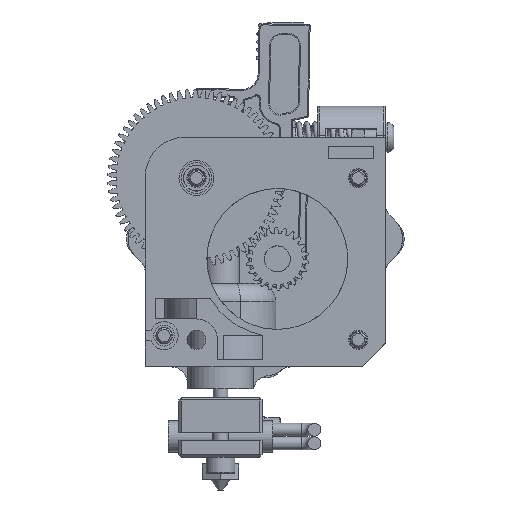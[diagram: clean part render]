
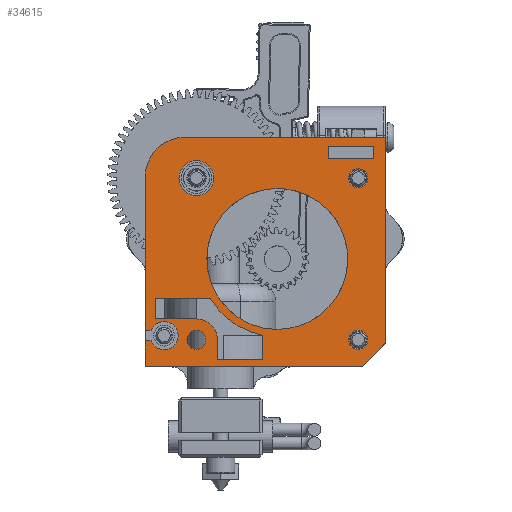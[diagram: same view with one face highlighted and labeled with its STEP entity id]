
A CAD part, front view. The second image highlights one B-rep face of the part: STEP entity #34615.
In plain terms, the highlighted planar face has unit normal (0, -1, 0).
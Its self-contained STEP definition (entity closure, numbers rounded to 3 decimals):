
#1852=FACE_BOUND('',#6333,.T.);
#1853=FACE_BOUND('',#6334,.T.);
#1854=FACE_BOUND('',#6335,.T.);
#1855=FACE_BOUND('',#6336,.T.);
#1856=FACE_BOUND('',#6337,.T.);
#1857=FACE_BOUND('',#6338,.T.);
#1858=FACE_BOUND('',#6339,.T.);
#2737=CIRCLE('',#36581,2.7);
#2760=CIRCLE('',#36628,4.);
#2761=CIRCLE('',#36633,14.9);
#2790=CIRCLE('',#36690,1.825);
#2792=CIRCLE('',#36694,1.825);
#2849=CIRCLE('',#36814,0.3);
#2852=CIRCLE('',#36821,0.3);
#2853=CIRCLE('',#36822,0.3);
#2854=CIRCLE('',#36823,0.3);
#2855=CIRCLE('',#36824,7.5);
#2856=CIRCLE('',#36825,13.5);
#2857=CIRCLE('',#36826,3.35);
#2858=CIRCLE('',#36827,1.825);
#4276=FACE_OUTER_BOUND('',#6332,.T.);
#6332=EDGE_LOOP('',(#23618,#23619,#23620,#23621,#23622,#23623,#23624,#23625,
#23626,#23627,#23628,#23629,#23630,#23631));
#6333=EDGE_LOOP('',(#23632,#23633,#23634,#23635,#23636,#23637,#23638,#23639));
#6334=EDGE_LOOP('',(#23640,#23641,#23642,#23643));
#6335=EDGE_LOOP('',(#23644));
#6336=EDGE_LOOP('',(#23645));
#6337=EDGE_LOOP('',(#23646));
#6338=EDGE_LOOP('',(#23647));
#6339=EDGE_LOOP('',(#23648));
#8532=LINE('',#49939,#11412);
#8537=LINE('',#49953,#11417);
#8541=LINE('',#49961,#11421);
#8547=LINE('',#49972,#11427);
#8584=LINE('',#50210,#11464);
#8587=LINE('',#50215,#11467);
#8590=LINE('',#50223,#11470);
#8592=LINE('',#50227,#11472);
#8594=LINE('',#50231,#11474);
#8597=LINE('',#50238,#11477);
#8598=LINE('',#50242,#11478);
#8602=LINE('',#50250,#11482);
#8605=LINE('',#50256,#11485);
#8608=LINE('',#50261,#11488);
#8751=LINE('',#50844,#11631);
#8752=LINE('',#50848,#11632);
#8753=LINE('',#50851,#11633);
#8754=LINE('',#50853,#11634);
#11412=VECTOR('',#40098,10.);
#11417=VECTOR('',#40111,10.);
#11421=VECTOR('',#40119,10.);
#11427=VECTOR('',#40125,10.);
#11464=VECTOR('',#40242,10.);
#11467=VECTOR('',#40247,10.);
#11470=VECTOR('',#40256,10.);
#11472=VECTOR('',#40260,10.);
#11474=VECTOR('',#40264,10.);
#11477=VECTOR('',#40273,10.);
#11478=VECTOR('',#40276,10.);
#11482=VECTOR('',#40282,10.);
#11485=VECTOR('',#40287,10.);
#11488=VECTOR('',#40292,10.);
#11631=VECTOR('',#40801,10.);
#11632=VECTOR('',#40804,10.);
#11633=VECTOR('',#40807,10.);
#11634=VECTOR('',#40808,10.);
#14296=VERTEX_POINT('',#49937);
#14297=VERTEX_POINT('',#49938);
#14300=VERTEX_POINT('',#49946);
#14302=VERTEX_POINT('',#49952);
#14304=VERTEX_POINT('',#49960);
#14309=VERTEX_POINT('',#49970);
#14360=VERTEX_POINT('',#50208);
#14361=VERTEX_POINT('',#50209);
#14362=VERTEX_POINT('',#50214);
#14363=VERTEX_POINT('',#50218);
#14364=VERTEX_POINT('',#50222);
#14365=VERTEX_POINT('',#50226);
#14366=VERTEX_POINT('',#50230);
#14367=VERTEX_POINT('',#50234);
#14368=VERTEX_POINT('',#50240);
#14369=VERTEX_POINT('',#50241);
#14372=VERTEX_POINT('',#50249);
#14374=VERTEX_POINT('',#50255);
#14437=VERTEX_POINT('',#50484);
#14439=VERTEX_POINT('',#50490);
#14538=VERTEX_POINT('',#50827);
#14539=VERTEX_POINT('',#50828);
#14541=VERTEX_POINT('',#50841);
#14542=VERTEX_POINT('',#50843);
#14543=VERTEX_POINT('',#50845);
#14544=VERTEX_POINT('',#50847);
#14545=VERTEX_POINT('',#50849);
#14546=VERTEX_POINT('',#50852);
#14547=VERTEX_POINT('',#50855);
#14548=VERTEX_POINT('',#50857);
#14549=VERTEX_POINT('',#50859);
#17754=EDGE_CURVE('',#14296,#14297,#8532,.T.);
#17758=EDGE_CURVE('',#14297,#14300,#2737,.T.);
#17761=EDGE_CURVE('',#14300,#14302,#8537,.T.);
#17765=EDGE_CURVE('',#14304,#14296,#8541,.T.);
#17771=EDGE_CURVE('',#14302,#14309,#8547,.T.);
#17840=EDGE_CURVE('',#14360,#14361,#8584,.T.);
#17843=EDGE_CURVE('',#14362,#14360,#8587,.T.);
#17845=EDGE_CURVE('',#14363,#14362,#2760,.T.);
#17847=EDGE_CURVE('',#14364,#14363,#8590,.T.);
#17849=EDGE_CURVE('',#14365,#14364,#8592,.T.);
#17851=EDGE_CURVE('',#14366,#14365,#8594,.T.);
#17853=EDGE_CURVE('',#14367,#14366,#2761,.T.);
#17855=EDGE_CURVE('',#14361,#14367,#8597,.T.);
#17856=EDGE_CURVE('',#14368,#14369,#8598,.T.);
#17860=EDGE_CURVE('',#14372,#14368,#8602,.T.);
#17863=EDGE_CURVE('',#14374,#14372,#8605,.T.);
#17866=EDGE_CURVE('',#14369,#14374,#8608,.T.);
#17950=EDGE_CURVE('',#14437,#14437,#2790,.T.);
#17952=EDGE_CURVE('',#14439,#14439,#2792,.T.);
#18107=EDGE_CURVE('',#14538,#14539,#2849,.T.);
#18114=EDGE_CURVE('',#14541,#14309,#2852,.T.);
#18115=EDGE_CURVE('',#14541,#14542,#8751,.T.);
#18116=EDGE_CURVE('',#14543,#14542,#2853,.T.);
#18117=EDGE_CURVE('',#14544,#14543,#8752,.T.);
#18118=EDGE_CURVE('',#14545,#14544,#2854,.T.);
#18119=EDGE_CURVE('',#14545,#14539,#8753,.T.);
#18120=EDGE_CURVE('',#14538,#14546,#8754,.T.);
#18121=EDGE_CURVE('',#14304,#14546,#2855,.T.);
#18122=EDGE_CURVE('',#14547,#14547,#2856,.T.);
#18123=EDGE_CURVE('',#14548,#14548,#2857,.T.);
#18124=EDGE_CURVE('',#14549,#14549,#2858,.T.);
#23618=ORIENTED_EDGE('',*,*,#17761,.T.);
#23619=ORIENTED_EDGE('',*,*,#17771,.T.);
#23620=ORIENTED_EDGE('',*,*,#18114,.F.);
#23621=ORIENTED_EDGE('',*,*,#18115,.T.);
#23622=ORIENTED_EDGE('',*,*,#18116,.F.);
#23623=ORIENTED_EDGE('',*,*,#18117,.F.);
#23624=ORIENTED_EDGE('',*,*,#18118,.F.);
#23625=ORIENTED_EDGE('',*,*,#18119,.T.);
#23626=ORIENTED_EDGE('',*,*,#18107,.F.);
#23627=ORIENTED_EDGE('',*,*,#18120,.T.);
#23628=ORIENTED_EDGE('',*,*,#18121,.F.);
#23629=ORIENTED_EDGE('',*,*,#17765,.T.);
#23630=ORIENTED_EDGE('',*,*,#17754,.T.);
#23631=ORIENTED_EDGE('',*,*,#17758,.T.);
#23632=ORIENTED_EDGE('',*,*,#17840,.T.);
#23633=ORIENTED_EDGE('',*,*,#17855,.T.);
#23634=ORIENTED_EDGE('',*,*,#17853,.T.);
#23635=ORIENTED_EDGE('',*,*,#17851,.T.);
#23636=ORIENTED_EDGE('',*,*,#17849,.T.);
#23637=ORIENTED_EDGE('',*,*,#17847,.T.);
#23638=ORIENTED_EDGE('',*,*,#17845,.T.);
#23639=ORIENTED_EDGE('',*,*,#17843,.T.);
#23640=ORIENTED_EDGE('',*,*,#17856,.T.);
#23641=ORIENTED_EDGE('',*,*,#17866,.T.);
#23642=ORIENTED_EDGE('',*,*,#17863,.T.);
#23643=ORIENTED_EDGE('',*,*,#17860,.T.);
#23644=ORIENTED_EDGE('',*,*,#18122,.T.);
#23645=ORIENTED_EDGE('',*,*,#18123,.T.);
#23646=ORIENTED_EDGE('',*,*,#17952,.T.);
#23647=ORIENTED_EDGE('',*,*,#17950,.T.);
#23648=ORIENTED_EDGE('',*,*,#18124,.T.);
#33550=PLANE('',#36820);
#34615=ADVANCED_FACE('',(#4276,#1852,#1853,#1854,#1855,#1856,#1857,#1858),
#33550,.T.);
#36581=AXIS2_PLACEMENT_3D('',#49947,#40104,#40105);
#36628=AXIS2_PLACEMENT_3D('',#50219,#40251,#40252);
#36633=AXIS2_PLACEMENT_3D('',#50235,#40268,#40269);
#36690=AXIS2_PLACEMENT_3D('',#50485,#40445,#40446);
#36694=AXIS2_PLACEMENT_3D('',#50491,#40453,#40454);
#36814=AXIS2_PLACEMENT_3D('',#50829,#40781,#40782);
#36820=AXIS2_PLACEMENT_3D('',#50840,#40797,#40798);
#36821=AXIS2_PLACEMENT_3D('',#50842,#40799,#40800);
#36822=AXIS2_PLACEMENT_3D('',#50846,#40802,#40803);
#36823=AXIS2_PLACEMENT_3D('',#50850,#40805,#40806);
#36824=AXIS2_PLACEMENT_3D('',#50854,#40809,#40810);
#36825=AXIS2_PLACEMENT_3D('',#50856,#40811,#40812);
#36826=AXIS2_PLACEMENT_3D('',#50858,#40813,#40814);
#36827=AXIS2_PLACEMENT_3D('',#50860,#40815,#40816);
#40098=DIRECTION('',(1.,0.,0.));
#40104=DIRECTION('center_axis',(0.,1.,0.));
#40105=DIRECTION('ref_axis',(-1.,0.,0.));
#40111=DIRECTION('',(-1.,0.,0.));
#40119=DIRECTION('',(0.,0.,-1.));
#40125=DIRECTION('',(0.,0.,-1.));
#40242=DIRECTION('',(0.,0.,1.));
#40247=DIRECTION('',(-1.,0.,0.));
#40251=DIRECTION('center_axis',(0.,-1.,0.));
#40252=DIRECTION('ref_axis',(-1.,0.,0.));
#40256=DIRECTION('',(0.,0.,1.));
#40260=DIRECTION('',(-1.,0.,0.));
#40264=DIRECTION('',(0.,0.,-1.));
#40268=DIRECTION('center_axis',(0.,-1.,0.));
#40269=DIRECTION('ref_axis',(-1.,0.,0.));
#40273=DIRECTION('',(1.,0.,0.));
#40276=DIRECTION('',(0.,0.,-1.));
#40282=DIRECTION('',(1.,0.,0.));
#40287=DIRECTION('',(0.,0.,1.));
#40292=DIRECTION('',(-1.,0.,0.));
#40445=DIRECTION('center_axis',(0.,1.,0.));
#40446=DIRECTION('ref_axis',(-1.,0.,0.));
#40453=DIRECTION('center_axis',(0.,1.,0.));
#40454=DIRECTION('ref_axis',(-1.,0.,0.));
#40781=DIRECTION('center_axis',(0.,1.,0.));
#40782=DIRECTION('ref_axis',(0.707,0.,0.707));
#40797=DIRECTION('center_axis',(0.,-1.,0.));
#40798=DIRECTION('ref_axis',(0.,0.,-1.));
#40799=DIRECTION('center_axis',(0.,1.,0.));
#40800=DIRECTION('ref_axis',(-0.707,0.,-0.707));
#40801=DIRECTION('',(1.,0.,0.));
#40802=DIRECTION('center_axis',(0.,1.,0.));
#40803=DIRECTION('ref_axis',(0.383,0.,-0.924));
#40804=DIRECTION('',(-0.707,0.,-0.707));
#40805=DIRECTION('center_axis',(0.,1.,0.));
#40806=DIRECTION('ref_axis',(0.924,0.,-0.383));
#40807=DIRECTION('',(0.,0.,1.));
#40808=DIRECTION('',(-1.,0.,0.));
#40809=DIRECTION('center_axis',(0.,1.,0.));
#40810=DIRECTION('ref_axis',(-0.707,0.,0.707));
#40811=DIRECTION('center_axis',(0.,1.,0.));
#40812=DIRECTION('ref_axis',(1.,0.,0.));
#40813=DIRECTION('center_axis',(0.,1.,0.));
#40814=DIRECTION('ref_axis',(-1.,0.,0.));
#40815=DIRECTION('center_axis',(0.,1.,0.));
#40816=DIRECTION('ref_axis',(-1.,0.,0.));
#49937=CARTESIAN_POINT('',(-25.3,0.,-13.7));
#49938=CARTESIAN_POINT('',(-24.208,0.,-13.7));
#49939=CARTESIAN_POINT('',(-13.254,0.,-13.7));
#49946=CARTESIAN_POINT('',(-24.208,0.,-15.7));
#49947=CARTESIAN_POINT('Origin',(-21.7,0.,-14.7));
#49952=CARTESIAN_POINT('',(-25.3,0.,-15.7));
#49953=CARTESIAN_POINT('',(-13.8,0.,-15.7));
#49960=CARTESIAN_POINT('',(-25.3,0.,15.8));
#49961=CARTESIAN_POINT('',(-25.3,0.,23.3));
#49970=CARTESIAN_POINT('',(-25.3,0.,-20.4));
#49972=CARTESIAN_POINT('',(-25.3,0.,23.3));
#50208=CARTESIAN_POINT('',(-23.3,0.,-11.5));
#50209=CARTESIAN_POINT('',(-23.3,0.,-7.5));
#50210=CARTESIAN_POINT('',(-23.3,0.,-5.1));
#50214=CARTESIAN_POINT('',(-15.5,0.,-11.5));
#50215=CARTESIAN_POINT('',(-8.9,0.,-11.5));
#50218=CARTESIAN_POINT('',(-11.5,0.,-15.5));
#50219=CARTESIAN_POINT('Origin',(-15.5,0.,-15.5));
#50222=CARTESIAN_POINT('',(-11.5,0.,-19.35));
#50223=CARTESIAN_POINT('',(-11.5,0.,-9.025));
#50226=CARTESIAN_POINT('',(-2.75,0.,-19.35));
#50227=CARTESIAN_POINT('',(-2.525,0.,-19.35));
#50230=CARTESIAN_POINT('',(-2.75,0.,-14.644));
#50231=CARTESIAN_POINT('',(-2.75,0.,-6.672));
#50234=CARTESIAN_POINT('',(-12.875,0.,-7.5));
#50235=CARTESIAN_POINT('Origin',(0.,0.,0.));
#50238=CARTESIAN_POINT('',(-12.8,0.,-7.5));
#50240=CARTESIAN_POINT('',(18.5,0.,21.6));
#50241=CARTESIAN_POINT('',(18.5,0.,19.25));
#50242=CARTESIAN_POINT('',(18.5,0.,11.45));
#50249=CARTESIAN_POINT('',(9.8,0.,21.6));
#50250=CARTESIAN_POINT('',(3.75,0.,21.6));
#50255=CARTESIAN_POINT('',(9.8,0.,19.25));
#50256=CARTESIAN_POINT('',(9.8,0.,10.275));
#50261=CARTESIAN_POINT('',(8.1,0.,19.25));
#50484=CARTESIAN_POINT('',(17.325,0.,15.5));
#50485=CARTESIAN_POINT('Origin',(15.5,0.,15.5));
#50490=CARTESIAN_POINT('',(17.325,0.,-15.5));
#50491=CARTESIAN_POINT('Origin',(15.5,0.,-15.5));
#50827=CARTESIAN_POINT('',(20.4,0.,23.3));
#50828=CARTESIAN_POINT('',(20.7,0.,23.));
#50829=CARTESIAN_POINT('Origin',(20.4,0.,23.));
#50840=CARTESIAN_POINT('Origin',(-2.3,0.,1.3));
#50841=CARTESIAN_POINT('',(-25.,0.,-20.7));
#50842=CARTESIAN_POINT('Origin',(-25.,0.,-20.4));
#50843=CARTESIAN_POINT('',(16.076,0.,-20.7));
#50844=CARTESIAN_POINT('',(-25.3,0.,-20.7));
#50845=CARTESIAN_POINT('',(16.288,0.,-20.612));
#50846=CARTESIAN_POINT('Origin',(16.076,0.,-20.4));
#50847=CARTESIAN_POINT('',(20.612,0.,-16.288));
#50848=CARTESIAN_POINT('',(18.2,0.,-18.7));
#50849=CARTESIAN_POINT('',(20.7,0.,-16.076));
#50850=CARTESIAN_POINT('Origin',(20.4,0.,-16.076));
#50851=CARTESIAN_POINT('',(20.7,0.,-20.7));
#50852=CARTESIAN_POINT('',(-17.8,0.,23.3));
#50853=CARTESIAN_POINT('',(20.7,0.,23.3));
#50854=CARTESIAN_POINT('Origin',(-17.8,0.,15.8));
#50855=CARTESIAN_POINT('',(-13.5,0.,0.));
#50856=CARTESIAN_POINT('Origin',(0.,0.,0.));
#50857=CARTESIAN_POINT('',(-12.15,0.,15.5));
#50858=CARTESIAN_POINT('Origin',(-15.5,0.,15.5));
#50859=CARTESIAN_POINT('',(-13.675,0.,-15.5));
#50860=CARTESIAN_POINT('Origin',(-15.5,0.,-15.5));
